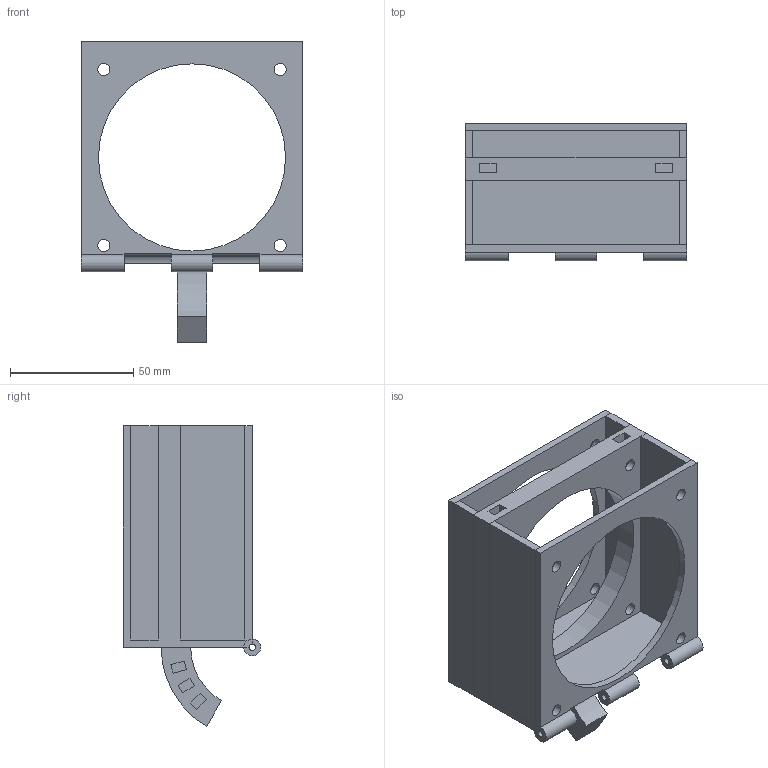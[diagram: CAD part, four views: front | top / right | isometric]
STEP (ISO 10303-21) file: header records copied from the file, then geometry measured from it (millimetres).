
FILE_DESCRIPTION(('FreeCAD Model'),'2;1');
FILE_NAME('Open CASCADE Shape Model','2022-05-23T12:56:10',('Author'),( ''),'Open CASCADE STEP processor 7.5','FreeCAD','Unknown');
FILE_SCHEMA(('AUTOMOTIVE_DESIGN { 1 0 10303 214 1 1 1 1 }'));
Length unit declared in the file: millimetre
Products named in the file (1): fanSupMobileBdy
Bounding box: 90 x 55.85 x 122.04 mm (x, y, z)
Volume: 86001.4 mm3; surface area: 51285.5 mm2
Topology: 1 solids, 1 shells, 101 faces, 255 edges, 160 vertices
Faces by surface type: plane 74, cylinder 27
Full cylindrical faces by diameter (mm): 2.6 x3, 4.9 x14, 76 x3
Entity records: 6493 total; most frequent: CARTESIAN_POINT 1201, DIRECTION 998, LINE 647, VECTOR 647, ORIENTED_EDGE 510, PCURVE 510, DEFINITIONAL_REPRESENTATION 510, EDGE_CURVE 255
